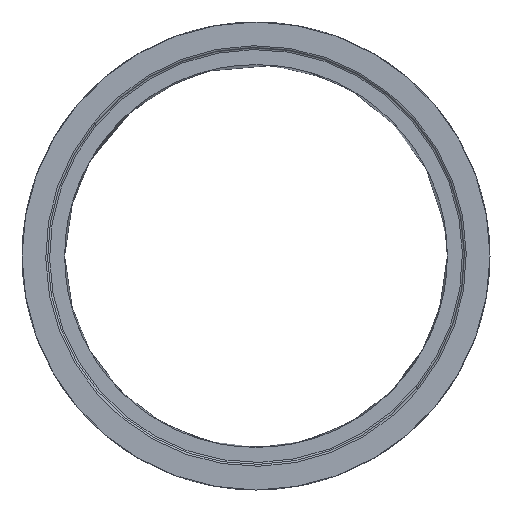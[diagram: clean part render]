
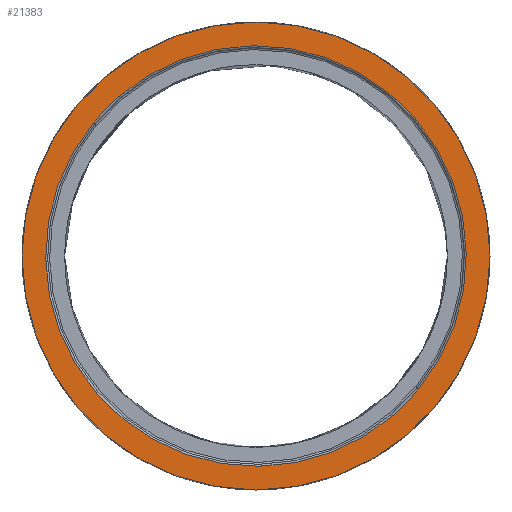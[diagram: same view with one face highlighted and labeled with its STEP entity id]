
A CAD part, front view. The second image highlights one B-rep face of the part: STEP entity #21383.
In plain terms, the highlighted face is planar.
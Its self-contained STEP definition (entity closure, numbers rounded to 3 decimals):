
#103 = CIRCLE ( 'NONE', #5631, 1223. ) ;
#113 = FACE_OUTER_BOUND ( 'NONE', #18123, .T. ) ;
#791 = EDGE_CURVE ( 'NONE', #15860, #5460, #11916, .T. ) ;
#1064 = DIRECTION ( 'NONE',  ( 0.775, 0.632, 0. ) ) ;
#1174 = ORIENTED_EDGE ( 'NONE', *, *, #791, .F. ) ;
#1198 = AXIS2_PLACEMENT_3D ( 'NONE', #14149, #21336, #16002 ) ;
#2417 = CARTESIAN_POINT ( 'NONE',  ( 0., 0., -145. ) ) ;
#2535 = EDGE_CURVE ( 'NONE', #8596, #12482, #18197, .T. ) ;
#4207 = DIRECTION ( 'NONE',  ( 1., 0., 0. ) ) ;
#4430 = DIRECTION ( 'NONE',  ( 0., 0., 1. ) ) ;
#5240 = AXIS2_PLACEMENT_3D ( 'NONE', #9777, #4430, #4207 ) ;
#5460 = VERTEX_POINT ( 'NONE', #15235 ) ;
#5631 = AXIS2_PLACEMENT_3D ( 'NONE', #2417, #9491, #20165 ) ;
#5664 = FACE_BOUND ( 'NONE', #21411, .T. ) ;
#6446 = ORIENTED_EDGE ( 'NONE', *, *, #9904, .F. ) ;
#8082 = DIRECTION ( 'NONE',  ( 0.775, 0.632, 0. ) ) ;
#8596 = VERTEX_POINT ( 'NONE', #12057 ) ;
#8850 = CARTESIAN_POINT ( 'NONE',  ( -851.316, -695.026, -145. ) ) ;
#8918 = PLANE ( 'NONE',  #1198 ) ;
#9491 = DIRECTION ( 'NONE',  ( 0., 0., 1. ) ) ;
#9777 = CARTESIAN_POINT ( 'NONE',  ( 0., 0., -145. ) ) ;
#9904 = EDGE_CURVE ( 'NONE', #5460, #15860, #103, .T. ) ;
#10176 = CARTESIAN_POINT ( 'NONE',  ( 0., 0., -145. ) ) ;
#11899 = AXIS2_PLACEMENT_3D ( 'NONE', #16963, #17074, #1064 ) ;
#11916 = CIRCLE ( 'NONE', #5240, 1223. ) ;
#11966 = ORIENTED_EDGE ( 'NONE', *, *, #2535, .T. ) ;
#12057 = CARTESIAN_POINT ( 'NONE',  ( 851.316, 695.026, -145. ) ) ;
#12482 = VERTEX_POINT ( 'NONE', #8850 ) ;
#13841 = CIRCLE ( 'NONE', #17558, 1099. ) ;
#14149 = CARTESIAN_POINT ( 'NONE',  ( 0., 0., -145. ) ) ;
#14898 = CARTESIAN_POINT ( 'NONE',  ( 1223., 0., -145. ) ) ;
#15235 = CARTESIAN_POINT ( 'NONE',  ( -1223., 0., -145. ) ) ;
#15860 = VERTEX_POINT ( 'NONE', #14898 ) ;
#16002 = DIRECTION ( 'NONE',  ( 1., 0., 0. ) ) ;
#16963 = CARTESIAN_POINT ( 'NONE',  ( 0., 0., -145. ) ) ;
#17074 = DIRECTION ( 'NONE',  ( 0., 0., 1. ) ) ;
#17371 = DIRECTION ( 'NONE',  ( 0., 0., 1. ) ) ;
#17558 = AXIS2_PLACEMENT_3D ( 'NONE', #10176, #17371, #8082 ) ;
#18123 = EDGE_LOOP ( 'NONE', ( #1174, #6446 ) ) ;
#18197 = CIRCLE ( 'NONE', #11899, 1099. ) ;
#20153 = ORIENTED_EDGE ( 'NONE', *, *, #21622, .T. ) ;
#20165 = DIRECTION ( 'NONE',  ( 1., 0., 0. ) ) ;
#21336 = DIRECTION ( 'NONE',  ( 0., 0., 1. ) ) ;
#21383 = ADVANCED_FACE ( 'NONE', ( #5664, #113 ), #8918, .F. ) ;
#21411 = EDGE_LOOP ( 'NONE', ( #11966, #20153 ) ) ;
#21622 = EDGE_CURVE ( 'NONE', #12482, #8596, #13841, .T. ) ;
